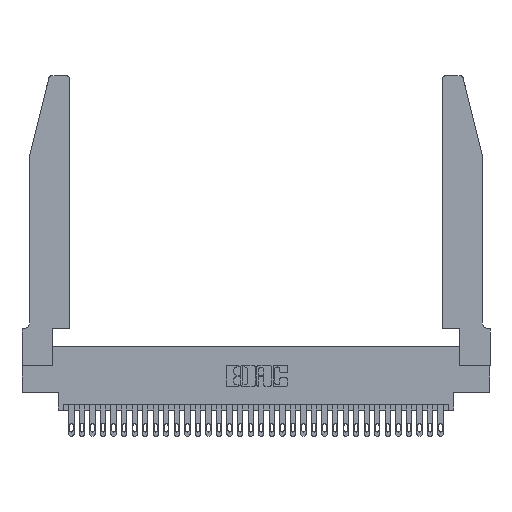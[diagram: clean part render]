
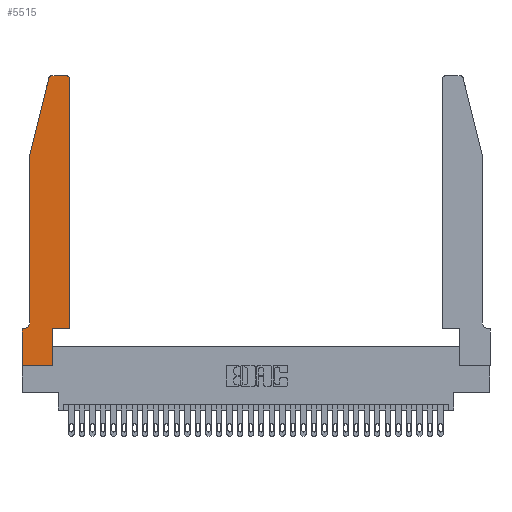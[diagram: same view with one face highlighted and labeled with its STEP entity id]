
A CAD part, top view. The second image highlights one B-rep face of the part: STEP entity #5515.
In plain terms, the highlighted planar face has unit normal (0, 0, 1).
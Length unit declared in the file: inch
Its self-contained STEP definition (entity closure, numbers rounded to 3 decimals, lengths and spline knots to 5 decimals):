
#501 = EDGE_CURVE ( 'NONE', #14425, #32055, #879, .T. ) ;
#586 = EDGE_CURVE ( 'NONE', #32055, #24835, #27546, .T. ) ;
#768 = LINE ( 'NONE', #17615, #26152 ) ;
#879 = LINE ( 'NONE', #23446, #27945 ) ;
#1242 = VERTEX_POINT ( 'NONE', #16586 ) ;
#1375 = AXIS2_PLACEMENT_3D ( 'NONE', #7404, #7287, #2258 ) ;
#1704 = CARTESIAN_POINT ( 'NONE',  ( 0.284, 2.72, 0.37 ) ) ;
#1780 = CARTESIAN_POINT ( 'NONE',  ( 0.4505, 0.35, 0.37 ) ) ;
#2258 = DIRECTION ( 'NONE',  ( -1., 0., 0. ) ) ;
#2465 = DIRECTION ( 'NONE',  ( -1., 0., 0. ) ) ;
#3376 = EDGE_CURVE ( 'NONE', #24835, #33092, #32525, .T. ) ;
#4596 = EDGE_CURVE ( 'NONE', #1242, #18074, #27114, .T. ) ;
#5515 = ADVANCED_FACE ( 'NONE', ( #28755 ), #14314, .T. ) ;
#5926 = ORIENTED_EDGE ( 'NONE', *, *, #27017, .T. ) ;
#6725 = DIRECTION ( 'NONE',  ( 0., 0., 1. ) ) ;
#6732 = EDGE_CURVE ( 'NONE', #25100, #16864, #16797, .T. ) ;
#6869 = CARTESIAN_POINT ( 'NONE',  ( 0., 0.35, 0.37 ) ) ;
#7011 = CARTESIAN_POINT ( 'NONE',  ( 0., 0., 0.37 ) ) ;
#7272 = VERTEX_POINT ( 'NONE', #31255 ) ;
#7287 = DIRECTION ( 'NONE',  ( 0., 0., -1. ) ) ;
#7318 = DIRECTION ( 'NONE',  ( 0., 0., 1. ) ) ;
#7404 = CARTESIAN_POINT ( 'NONE',  ( 0.0055, 0.42, 0.37 ) ) ;
#7604 = CARTESIAN_POINT ( 'NONE',  ( 0.0755, 0.35, 0.37 ) ) ;
#7949 = ORIENTED_EDGE ( 'NONE', *, *, #31275, .T. ) ;
#8374 = DIRECTION ( 'NONE',  ( 0., 0., 1. ) ) ;
#8415 = CARTESIAN_POINT ( 'NONE',  ( 0.284, 2.75, 0.37 ) ) ;
#9160 = EDGE_CURVE ( 'NONE', #18074, #14425, #33531, .T. ) ;
#9396 = ORIENTED_EDGE ( 'NONE', *, *, #3376, .T. ) ;
#9908 = LINE ( 'NONE', #31610, #26631 ) ;
#10094 = ORIENTED_EDGE ( 'NONE', *, *, #9160, .T. ) ;
#10670 = DIRECTION ( 'NONE',  ( 1., 0., 0. ) ) ;
#11253 = DIRECTION ( 'NONE',  ( -0.239, -0.971, 0. ) ) ;
#11672 = VERTEX_POINT ( 'NONE', #19149 ) ;
#12761 = DIRECTION ( 'NONE',  ( 0., -1., 0. ) ) ;
#12986 = DIRECTION ( 'NONE',  ( 0., -1., 0. ) ) ;
#13011 = EDGE_LOOP ( 'NONE', ( #5926, #16533, #22951, #7949, #33527, #10094, #19434, #19926, #9396, #13740, #14026, #22457 ) ) ;
#13291 = VECTOR ( 'NONE', #15219, 39.37008 ) ;
#13472 = VECTOR ( 'NONE', #2465, 39.37008 ) ;
#13691 = CARTESIAN_POINT ( 'NONE',  ( 0.2605, 2.75, 0.37 ) ) ;
#13740 = ORIENTED_EDGE ( 'NONE', *, *, #23437, .T. ) ;
#13949 = CIRCLE ( 'NONE', #27506, 0.03 ) ;
#14026 = ORIENTED_EDGE ( 'NONE', *, *, #24044, .T. ) ;
#14314 = PLANE ( 'NONE',  #23488 ) ;
#14425 = VERTEX_POINT ( 'NONE', #25042 ) ;
#14753 = DIRECTION ( 'NONE',  ( 1., 0., 0. ) ) ;
#15219 = DIRECTION ( 'NONE',  ( 0., 1., 0. ) ) ;
#15447 = DIRECTION ( 'NONE',  ( 1., 0., 0. ) ) ;
#16533 = ORIENTED_EDGE ( 'NONE', *, *, #6732, .T. ) ;
#16586 = CARTESIAN_POINT ( 'NONE',  ( 0.0755, 0.42, 0.37 ) ) ;
#16797 = CIRCLE ( 'NONE', #33200, 0.03 ) ;
#16864 = VERTEX_POINT ( 'NONE', #33254 ) ;
#17313 = VECTOR ( 'NONE', #10670, 39.37008 ) ;
#17615 = CARTESIAN_POINT ( 'NONE',  ( 0.4505, 0.35, 0.37 ) ) ;
#18074 = VERTEX_POINT ( 'NONE', #20445 ) ;
#18607 = LINE ( 'NONE', #13691, #29667 ) ;
#18734 = DIRECTION ( 'NONE',  ( 1., 0., 0. ) ) ;
#18852 = CARTESIAN_POINT ( 'NONE',  ( 0.4205, 2.72, 0.37 ) ) ;
#19149 = CARTESIAN_POINT ( 'NONE',  ( 0.4505, 0.35, 0.37 ) ) ;
#19434 = ORIENTED_EDGE ( 'NONE', *, *, #501, .T. ) ;
#19926 = ORIENTED_EDGE ( 'NONE', *, *, #586, .T. ) ;
#19965 = CARTESIAN_POINT ( 'NONE',  ( 0.0755, 2., 0.37 ) ) ;
#20445 = CARTESIAN_POINT ( 'NONE',  ( 0.0055, 0.35, 0.37 ) ) ;
#21167 = CARTESIAN_POINT ( 'NONE',  ( 0.2865, 0.35, 0.37 ) ) ;
#22085 = LINE ( 'NONE', #1780, #25402 ) ;
#22457 = ORIENTED_EDGE ( 'NONE', *, *, #31323, .T. ) ;
#22725 = CARTESIAN_POINT ( 'NONE',  ( 0.4505, 2.72, 0.37 ) ) ;
#22951 = ORIENTED_EDGE ( 'NONE', *, *, #23796, .T. ) ;
#23437 = EDGE_CURVE ( 'NONE', #33092, #11672, #22085, .T. ) ;
#23446 = CARTESIAN_POINT ( 'NONE',  ( 0., 0., 0.37 ) ) ;
#23488 = AXIS2_PLACEMENT_3D ( 'NONE', #6869, #7318, #15447 ) ;
#23796 = EDGE_CURVE ( 'NONE', #16864, #28622, #31546, .T. ) ;
#24044 = EDGE_CURVE ( 'NONE', #11672, #31736, #768, .T. ) ;
#24616 = CARTESIAN_POINT ( 'NONE',  ( 0.2865, 0.35, 0.37 ) ) ;
#24835 = VERTEX_POINT ( 'NONE', #25673 ) ;
#25042 = CARTESIAN_POINT ( 'NONE',  ( 0., 0.35, 0.37 ) ) ;
#25100 = VERTEX_POINT ( 'NONE', #8415 ) ;
#25402 = VECTOR ( 'NONE', #28192, 39.37008 ) ;
#25673 = CARTESIAN_POINT ( 'NONE',  ( 0.2865, 0., 0.37 ) ) ;
#26152 = VECTOR ( 'NONE', #33645, 39.37008 ) ;
#26631 = VECTOR ( 'NONE', #12986, 39.37008 ) ;
#26819 = DIRECTION ( 'NONE',  ( -1., 0., 0. ) ) ;
#27017 = EDGE_CURVE ( 'NONE', #7272, #25100, #18607, .T. ) ;
#27114 = CIRCLE ( 'NONE', #1375, 0.07 ) ;
#27506 = AXIS2_PLACEMENT_3D ( 'NONE', #18852, #8374, #18734 ) ;
#27546 = LINE ( 'NONE', #28502, #17313 ) ;
#27945 = VECTOR ( 'NONE', #12761, 39.37008 ) ;
#28192 = DIRECTION ( 'NONE',  ( 1., 0., 0. ) ) ;
#28502 = CARTESIAN_POINT ( 'NONE',  ( 0., 0., 0.37 ) ) ;
#28622 = VERTEX_POINT ( 'NONE', #19965 ) ;
#28755 = FACE_OUTER_BOUND ( 'NONE', #13011, .T. ) ;
#29667 = VECTOR ( 'NONE', #26819, 39.37008 ) ;
#30751 = VECTOR ( 'NONE', #11253, 39.37008 ) ;
#31255 = CARTESIAN_POINT ( 'NONE',  ( 0.4205, 2.75, 0.37 ) ) ;
#31275 = EDGE_CURVE ( 'NONE', #28622, #1242, #9908, .T. ) ;
#31323 = EDGE_CURVE ( 'NONE', #31736, #7272, #13949, .T. ) ;
#31546 = LINE ( 'NONE', #32393, #30751 ) ;
#31610 = CARTESIAN_POINT ( 'NONE',  ( 0.0755, 2., 0.37 ) ) ;
#31736 = VERTEX_POINT ( 'NONE', #22725 ) ;
#32055 = VERTEX_POINT ( 'NONE', #7011 ) ;
#32393 = CARTESIAN_POINT ( 'NONE',  ( 0.0755, 2., 0.37 ) ) ;
#32525 = LINE ( 'NONE', #24616, #13291 ) ;
#33092 = VERTEX_POINT ( 'NONE', #21167 ) ;
#33200 = AXIS2_PLACEMENT_3D ( 'NONE', #1704, #6725, #14753 ) ;
#33254 = CARTESIAN_POINT ( 'NONE',  ( 0.25487, 2.72718, 0.37 ) ) ;
#33527 = ORIENTED_EDGE ( 'NONE', *, *, #4596, .T. ) ;
#33531 = LINE ( 'NONE', #7604, #13472 ) ;
#33645 = DIRECTION ( 'NONE',  ( 0., 1., 0. ) ) ;
